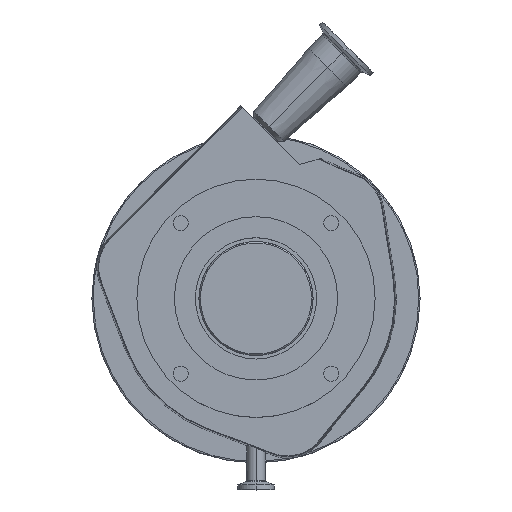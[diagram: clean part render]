
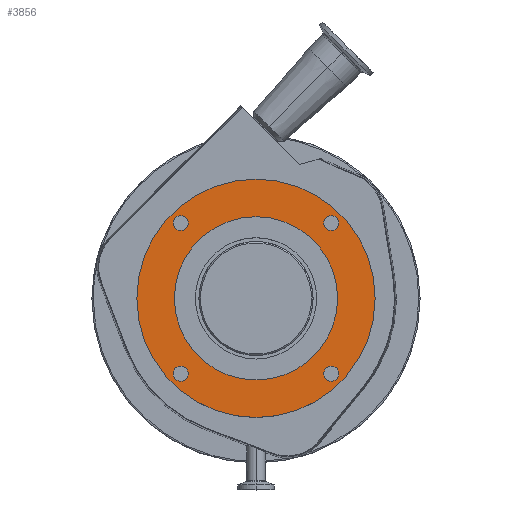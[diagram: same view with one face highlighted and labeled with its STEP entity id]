
A CAD part, top view. The second image highlights one B-rep face of the part: STEP entity #3856.
In plain terms, the highlighted planar face has unit normal (0, 0, 1).
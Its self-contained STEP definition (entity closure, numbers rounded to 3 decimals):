
#121 = AXIS2_PLACEMENT_3D ( 'NONE', #4411, #2263, #2897 ) ;
#154 = EDGE_CURVE ( 'NONE', #5762, #2522, #3490, .T. ) ;
#203 = EDGE_LOOP ( 'NONE', ( #1678, #4328 ) ) ;
#288 = VERTEX_POINT ( 'NONE', #1376 ) ;
#327 = DIRECTION ( 'NONE',  ( 0., 0., 1. ) ) ;
#429 = EDGE_CURVE ( 'NONE', #6661, #6184, #4988, .T. ) ;
#462 = CIRCLE ( 'NONE', #6240, 5.25 ) ;
#682 = CARTESIAN_POINT ( 'NONE',  ( 58.009, 52.759, -5.5 ) ) ;
#695 = AXIS2_PLACEMENT_3D ( 'NONE', #2470, #6351, #4720 ) ;
#993 = EDGE_CURVE ( 'NONE', #288, #2218, #5119, .T. ) ;
#1194 = AXIS2_PLACEMENT_3D ( 'NONE', #3771, #2115, #4388 ) ;
#1216 = FACE_BOUND ( 'NONE', #5946, .T. ) ;
#1218 = EDGE_CURVE ( 'NONE', #2522, #5762, #3273, .T. ) ;
#1224 = CARTESIAN_POINT ( 'NONE',  ( 52.759, 52.759, -5.5 ) ) ;
#1260 = DIRECTION ( 'NONE',  ( 0., 0., 1. ) ) ;
#1288 = VERTEX_POINT ( 'NONE', #3924 ) ;
#1376 = CARTESIAN_POINT ( 'NONE',  ( 57.2, 0., -5.5 ) ) ;
#1418 = CARTESIAN_POINT ( 'NONE',  ( -47.509, 52.759, -5.5 ) ) ;
#1563 = EDGE_LOOP ( 'NONE', ( #3115, #3834 ) ) ;
#1676 = CARTESIAN_POINT ( 'NONE',  ( -52.759, -52.759, -5.5 ) ) ;
#1678 = ORIENTED_EDGE ( 'NONE', *, *, #429, .T. ) ;
#1861 = DIRECTION ( 'NONE',  ( 1., 0., 0. ) ) ;
#1923 = DIRECTION ( 'NONE',  ( 1., 0., 0. ) ) ;
#1975 = CIRCLE ( 'NONE', #3810, 5.25 ) ;
#2005 = DIRECTION ( 'NONE',  ( 1., 0., 0. ) ) ;
#2041 = CIRCLE ( 'NONE', #6077, 5.25 ) ;
#2115 = DIRECTION ( 'NONE',  ( 0., 0., 1. ) ) ;
#2118 = CARTESIAN_POINT ( 'NONE',  ( 52.759, -52.759, -5.5 ) ) ;
#2173 = CIRCLE ( 'NONE', #5760, 5.25 ) ;
#2190 = CARTESIAN_POINT ( 'NONE',  ( 0., 0., -5.5 ) ) ;
#2218 = VERTEX_POINT ( 'NONE', #5706 ) ;
#2263 = DIRECTION ( 'NONE',  ( 0., 0., 1. ) ) ;
#2470 = CARTESIAN_POINT ( 'NONE',  ( 0., 0., -5.5 ) ) ;
#2507 = CARTESIAN_POINT ( 'NONE',  ( -52.759, 52.759, -5.5 ) ) ;
#2522 = VERTEX_POINT ( 'NONE', #682 ) ;
#2578 = DIRECTION ( 'NONE',  ( 0., 0., 1. ) ) ;
#2692 = AXIS2_PLACEMENT_3D ( 'NONE', #6977, #327, #1923 ) ;
#2782 = DIRECTION ( 'NONE',  ( 1., 0., 0. ) ) ;
#2807 = EDGE_CURVE ( 'NONE', #4863, #4521, #2041, .T. ) ;
#2891 = ORIENTED_EDGE ( 'NONE', *, *, #993, .F. ) ;
#2897 = DIRECTION ( 'NONE',  ( 1., 0., 0. ) ) ;
#2910 = CIRCLE ( 'NONE', #121, 57.2 ) ;
#2916 = CARTESIAN_POINT ( 'NONE',  ( 52.759, -52.759, -5.5 ) ) ;
#2988 = ORIENTED_EDGE ( 'NONE', *, *, #4009, .F. ) ;
#3090 = EDGE_CURVE ( 'NONE', #4303, #4818, #3773, .T. ) ;
#3115 = ORIENTED_EDGE ( 'NONE', *, *, #1218, .F. ) ;
#3235 = ORIENTED_EDGE ( 'NONE', *, *, #6041, .F. ) ;
#3240 = DIRECTION ( 'NONE',  ( 1., 0., 0. ) ) ;
#3267 = EDGE_LOOP ( 'NONE', ( #4043, #2988 ) ) ;
#3273 = CIRCLE ( 'NONE', #1194, 5.25 ) ;
#3367 = CARTESIAN_POINT ( 'NONE',  ( 47.509, 52.759, -5.5 ) ) ;
#3377 = DIRECTION ( 'NONE',  ( 1., 0., 0. ) ) ;
#3405 = DIRECTION ( 'NONE',  ( 1., 0., 0. ) ) ;
#3419 = FACE_BOUND ( 'NONE', #1563, .T. ) ;
#3490 = CIRCLE ( 'NONE', #5439, 5.25 ) ;
#3677 = CARTESIAN_POINT ( 'NONE',  ( 0., 0., -5.5 ) ) ;
#3771 = CARTESIAN_POINT ( 'NONE',  ( 52.759, 52.759, -5.5 ) ) ;
#3773 = CIRCLE ( 'NONE', #5740, 5.25 ) ;
#3810 = AXIS2_PLACEMENT_3D ( 'NONE', #1676, #6117, #3405 ) ;
#3818 = FACE_OUTER_BOUND ( 'NONE', #203, .T. ) ;
#3834 = ORIENTED_EDGE ( 'NONE', *, *, #154, .F. ) ;
#3856 = ADVANCED_FACE ( 'NONE', ( #6174, #1216, #4933, #3419, #3818, #6025 ), #7139, .T. ) ;
#3900 = CARTESIAN_POINT ( 'NONE',  ( -52.759, 52.759, -5.5 ) ) ;
#3924 = CARTESIAN_POINT ( 'NONE',  ( 47.509, -52.759, -5.5 ) ) ;
#3979 = ORIENTED_EDGE ( 'NONE', *, *, #2807, .F. ) ;
#3993 = CARTESIAN_POINT ( 'NONE',  ( -58.009, 52.759, -5.5 ) ) ;
#4009 = EDGE_CURVE ( 'NONE', #1288, #5138, #2173, .T. ) ;
#4043 = ORIENTED_EDGE ( 'NONE', *, *, #4968, .F. ) ;
#4182 = ORIENTED_EDGE ( 'NONE', *, *, #3090, .F. ) ;
#4284 = ORIENTED_EDGE ( 'NONE', *, *, #6696, .F. ) ;
#4303 = VERTEX_POINT ( 'NONE', #3993 ) ;
#4328 = ORIENTED_EDGE ( 'NONE', *, *, #6072, .T. ) ;
#4388 = DIRECTION ( 'NONE',  ( 1., 0., 0. ) ) ;
#4411 = CARTESIAN_POINT ( 'NONE',  ( 0., 0., -5.5 ) ) ;
#4521 = VERTEX_POINT ( 'NONE', #6406 ) ;
#4617 = DIRECTION ( 'NONE',  ( 1., 0., 0. ) ) ;
#4709 = CARTESIAN_POINT ( 'NONE',  ( -52.759, -52.759, -5.5 ) ) ;
#4720 = DIRECTION ( 'NONE',  ( 1., 0., 0. ) ) ;
#4818 = VERTEX_POINT ( 'NONE', #1418 ) ;
#4863 = VERTEX_POINT ( 'NONE', #7129 ) ;
#4864 = DIRECTION ( 'NONE',  ( 0., 0., 1. ) ) ;
#4933 = FACE_BOUND ( 'NONE', #3267, .T. ) ;
#4937 = AXIS2_PLACEMENT_3D ( 'NONE', #2916, #5116, #3377 ) ;
#4968 = EDGE_CURVE ( 'NONE', #5138, #1288, #6343, .T. ) ;
#4988 = CIRCLE ( 'NONE', #5918, 83.5 ) ;
#5116 = DIRECTION ( 'NONE',  ( 0., 0., 1. ) ) ;
#5119 = CIRCLE ( 'NONE', #2692, 57.2 ) ;
#5138 = VERTEX_POINT ( 'NONE', #6101 ) ;
#5199 = EDGE_LOOP ( 'NONE', ( #3235, #4182 ) ) ;
#5203 = DIRECTION ( 'NONE',  ( 0., 0., 1. ) ) ;
#5420 = CIRCLE ( 'NONE', #695, 83.5 ) ;
#5439 = AXIS2_PLACEMENT_3D ( 'NONE', #1224, #1260, #2782 ) ;
#5706 = CARTESIAN_POINT ( 'NONE',  ( -57.2, 0., -5.5 ) ) ;
#5740 = AXIS2_PLACEMENT_3D ( 'NONE', #3900, #6576, #6103 ) ;
#5760 = AXIS2_PLACEMENT_3D ( 'NONE', #2118, #5979, #5878 ) ;
#5762 = VERTEX_POINT ( 'NONE', #3367 ) ;
#5878 = DIRECTION ( 'NONE',  ( 1., 0., 0. ) ) ;
#5918 = AXIS2_PLACEMENT_3D ( 'NONE', #3677, #4864, #3240 ) ;
#5946 = EDGE_LOOP ( 'NONE', ( #3979, #6700 ) ) ;
#5979 = DIRECTION ( 'NONE',  ( 0., 0., 1. ) ) ;
#6025 = FACE_BOUND ( 'NONE', #6491, .T. ) ;
#6041 = EDGE_CURVE ( 'NONE', #4818, #4303, #462, .T. ) ;
#6072 = EDGE_CURVE ( 'NONE', #6184, #6661, #5420, .T. ) ;
#6077 = AXIS2_PLACEMENT_3D ( 'NONE', #4709, #6796, #1861 ) ;
#6101 = CARTESIAN_POINT ( 'NONE',  ( 58.009, -52.759, -5.5 ) ) ;
#6103 = DIRECTION ( 'NONE',  ( 1., 0., 0. ) ) ;
#6117 = DIRECTION ( 'NONE',  ( 0., 0., 1. ) ) ;
#6174 = FACE_BOUND ( 'NONE', #5199, .T. ) ;
#6184 = VERTEX_POINT ( 'NONE', #6549 ) ;
#6240 = AXIS2_PLACEMENT_3D ( 'NONE', #2507, #2578, #2005 ) ;
#6295 = EDGE_CURVE ( 'NONE', #4521, #4863, #1975, .T. ) ;
#6343 = CIRCLE ( 'NONE', #4937, 5.25 ) ;
#6351 = DIRECTION ( 'NONE',  ( 0., 0., 1. ) ) ;
#6406 = CARTESIAN_POINT ( 'NONE',  ( -58.009, -52.759, -5.5 ) ) ;
#6491 = EDGE_LOOP ( 'NONE', ( #2891, #4284 ) ) ;
#6549 = CARTESIAN_POINT ( 'NONE',  ( -83.5, 0., -5.5 ) ) ;
#6576 = DIRECTION ( 'NONE',  ( 0., 0., 1. ) ) ;
#6661 = VERTEX_POINT ( 'NONE', #7151 ) ;
#6696 = EDGE_CURVE ( 'NONE', #2218, #288, #2910, .T. ) ;
#6700 = ORIENTED_EDGE ( 'NONE', *, *, #6295, .F. ) ;
#6796 = DIRECTION ( 'NONE',  ( 0., 0., 1. ) ) ;
#6915 = AXIS2_PLACEMENT_3D ( 'NONE', #2190, #5203, #4617 ) ;
#6977 = CARTESIAN_POINT ( 'NONE',  ( 0., 0., -5.5 ) ) ;
#7129 = CARTESIAN_POINT ( 'NONE',  ( -47.509, -52.759, -5.5 ) ) ;
#7139 = PLANE ( 'NONE',  #6915 ) ;
#7151 = CARTESIAN_POINT ( 'NONE',  ( 83.5, 0., -5.5 ) ) ;
